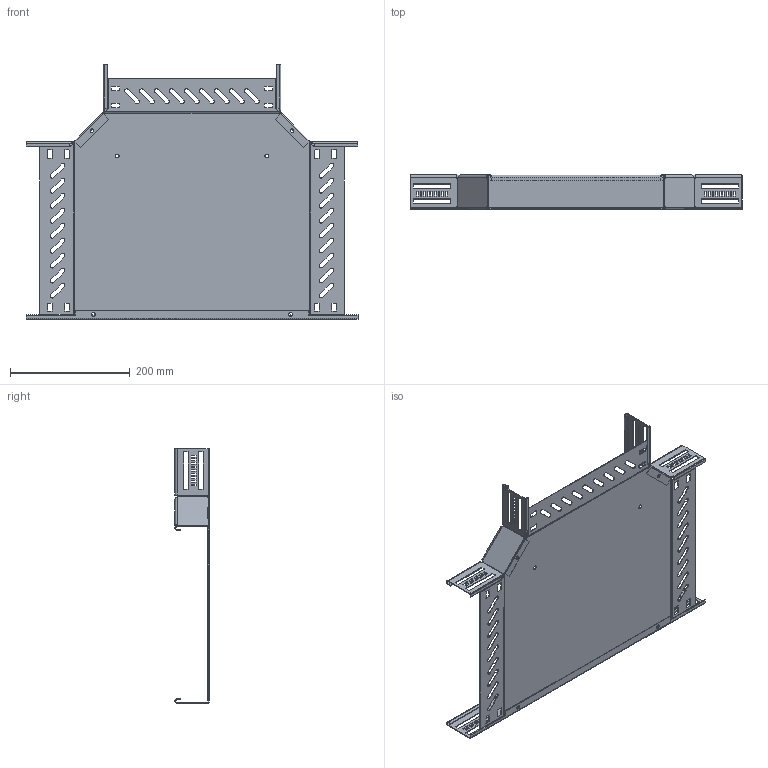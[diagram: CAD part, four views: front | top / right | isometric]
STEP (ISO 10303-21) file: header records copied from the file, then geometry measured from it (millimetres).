
FILE_DESCRIPTION (( 'STEP AP214' ), '1' );
FILE_NAME ('6038106.STEP', '2024-05-24T12:31:45', ( '' ), ( '' ), 'SwSTEP 2.0', 'SolidWorks 2022', '' );
FILE_SCHEMA (( 'AUTOMOTIVE_DESIGN' ));
Length unit declared in the file: millimetre
Products named in the file (4): 6038106; 172072_300; 167655_60x90°; 172093_300
Assembly tree (4 placements, depth 2):
  6038106
    172072_300
    167655_60x90°  x2
    172093_300
Bounding box: 554 x 57 x 424.99 mm (x, y, z)
Volume: 263162.1 mm3; surface area: 501913.4 mm2
Topology: 4 solids, 4 shells, 813 faces, 2223 edges, 1418 vertices
Faces by surface type: plane 536, cylinder 261, bspline 16
Entity records: 22390 total; most frequent: CARTESIAN_POINT 3931, ORIENTED_EDGE 3470, DIRECTION 3329, EDGE_CURVE 1735, LINE 1273, VECTOR 1273, VERTEX_POINT 1114, AXIS2_PLACEMENT_3D 1028
